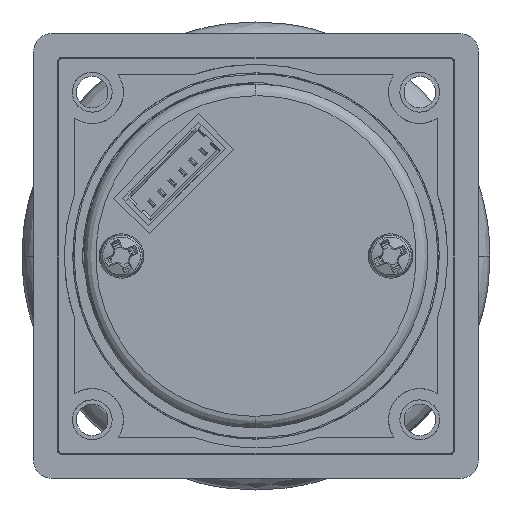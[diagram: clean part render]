
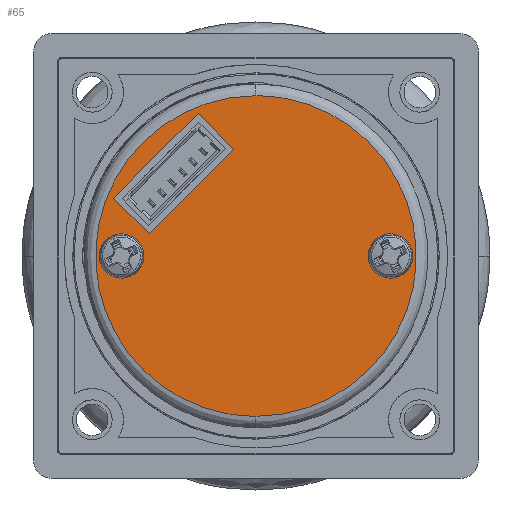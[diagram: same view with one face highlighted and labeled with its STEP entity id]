
A CAD part, front view. The second image highlights one B-rep face of the part: STEP entity #65.
In plain terms, the highlighted free-form (B-spline) face has degree [1, 1] with [2, 2] control points.
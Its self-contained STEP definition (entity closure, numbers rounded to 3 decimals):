
#24 = VERTEX_POINT('',#25);
#25 = CARTESIAN_POINT('',(-16.817,0.,-1.462));
#30 = EDGE_CURVE('',#31,#24,#33,.T.);
#31 = VERTEX_POINT('',#32);
#32 = CARTESIAN_POINT('',(-16.817,0.,1.462));
#33 = ( BOUNDED_CURVE() B_SPLINE_CURVE(2,(#34,#35,#36,#37,#38),
.UNSPECIFIED.,.F.,.F.) B_SPLINE_CURVE_WITH_KNOTS((3,2,3),(3.142,
4.712,6.283),.PIECEWISE_BEZIER_KNOTS.) CURVE() 
GEOMETRIC_REPRESENTATION_ITEM() RATIONAL_B_SPLINE_CURVE((1.,
0.707,1.,0.707,1.)) REPRESENTATION_ITEM('') );
#34 = CARTESIAN_POINT('',(-16.817,0.,1.462));
#35 = CARTESIAN_POINT('',(-18.28,0.,1.462));
#36 = CARTESIAN_POINT('',(-18.28,0.,0.));
#37 = CARTESIAN_POINT('',(-18.28,0.,-1.462));
#38 = CARTESIAN_POINT('',(-16.817,0.,-1.462));
#65 = ADVANCED_FACE('',(#66,#77,#99,#129),#151,.F.);
#66 = FACE_BOUND('',#67,.T.);
#67 = EDGE_LOOP('',(#68,#76));
#68 = ORIENTED_EDGE('',*,*,#69,.F.);
#69 = EDGE_CURVE('',#24,#31,#70,.T.);
#70 = ( BOUNDED_CURVE() B_SPLINE_CURVE(2,(#71,#72,#73,#74,#75),
.UNSPECIFIED.,.F.,.F.) B_SPLINE_CURVE_WITH_KNOTS((3,2,3),(0.,
1.571,3.142),.PIECEWISE_BEZIER_KNOTS.) CURVE() 
GEOMETRIC_REPRESENTATION_ITEM() RATIONAL_B_SPLINE_CURVE((1.,
0.707,1.,0.707,1.)) REPRESENTATION_ITEM('') );
#71 = CARTESIAN_POINT('',(-16.817,0.,-1.462));
#72 = CARTESIAN_POINT('',(-15.355,0.,-1.462));
#73 = CARTESIAN_POINT('',(-15.355,0.,0.));
#74 = CARTESIAN_POINT('',(-15.355,0.,1.462));
#75 = CARTESIAN_POINT('',(-16.817,0.,1.462));
#76 = ORIENTED_EDGE('',*,*,#30,.F.);
#77 = FACE_BOUND('',#78,.T.);
#78 = EDGE_LOOP('',(#79,#91));
#79 = ORIENTED_EDGE('',*,*,#80,.F.);
#80 = EDGE_CURVE('',#81,#83,#85,.T.);
#81 = VERTEX_POINT('',#82);
#82 = CARTESIAN_POINT('',(16.817,0.,-1.462));
#83 = VERTEX_POINT('',#84);
#84 = CARTESIAN_POINT('',(16.817,0.,1.462));
#85 = ( BOUNDED_CURVE() B_SPLINE_CURVE(2,(#86,#87,#88,#89,#90),
.UNSPECIFIED.,.F.,.F.) B_SPLINE_CURVE_WITH_KNOTS((3,2,3),(0.,
1.571,3.142),.PIECEWISE_BEZIER_KNOTS.) CURVE() 
GEOMETRIC_REPRESENTATION_ITEM() RATIONAL_B_SPLINE_CURVE((1.,
0.707,1.,0.707,1.)) REPRESENTATION_ITEM('') );
#86 = CARTESIAN_POINT('',(16.817,0.,-1.462));
#87 = CARTESIAN_POINT('',(18.28,0.,-1.462));
#88 = CARTESIAN_POINT('',(18.28,0.,0.));
#89 = CARTESIAN_POINT('',(18.28,0.,1.462));
#90 = CARTESIAN_POINT('',(16.817,0.,1.462));
#91 = ORIENTED_EDGE('',*,*,#92,.F.);
#92 = EDGE_CURVE('',#83,#81,#93,.T.);
#93 = ( BOUNDED_CURVE() B_SPLINE_CURVE(2,(#94,#95,#96,#97,#98),
.UNSPECIFIED.,.F.,.F.) B_SPLINE_CURVE_WITH_KNOTS((3,2,3),(3.142,
4.712,6.283),.PIECEWISE_BEZIER_KNOTS.) CURVE() 
GEOMETRIC_REPRESENTATION_ITEM() RATIONAL_B_SPLINE_CURVE((1.,
0.707,1.,0.707,1.)) REPRESENTATION_ITEM('') );
#94 = CARTESIAN_POINT('',(16.817,0.,1.462));
#95 = CARTESIAN_POINT('',(15.355,0.,1.462));
#96 = CARTESIAN_POINT('',(15.355,0.,0.));
#97 = CARTESIAN_POINT('',(15.355,0.,-1.462));
#98 = CARTESIAN_POINT('',(16.817,0.,-1.462));
#99 = FACE_BOUND('',#100,.T.);
#100 = EDGE_LOOP('',(#101,#110,#117,#124));
#101 = ORIENTED_EDGE('',*,*,#102,.F.);
#102 = EDGE_CURVE('',#103,#105,#107,.T.);
#103 = VERTEX_POINT('',#104);
#104 = CARTESIAN_POINT('',(-7.238,0.,17.786));
#105 = VERTEX_POINT('',#106);
#106 = CARTESIAN_POINT('',(-17.786,0.,7.238));
#107 = B_SPLINE_CURVE_WITH_KNOTS('',1,(#108,#109),.UNSPECIFIED.,.F.,.F.,
  (2,2),(0.,10.2),.PIECEWISE_BEZIER_KNOTS.);
#108 = CARTESIAN_POINT('',(-7.238,0.,17.786));
#109 = CARTESIAN_POINT('',(-17.786,0.,7.238));
#110 = ORIENTED_EDGE('',*,*,#111,.F.);
#111 = EDGE_CURVE('',#112,#103,#114,.T.);
#112 = VERTEX_POINT('',#113);
#113 = CARTESIAN_POINT('',(-2.792,0.,13.339));
#114 = B_SPLINE_CURVE_WITH_KNOTS('',1,(#115,#116),.UNSPECIFIED.,.F.,.F.,
  (2,2),(-4.3,0.),.PIECEWISE_BEZIER_KNOTS.);
#115 = CARTESIAN_POINT('',(-2.792,0.,13.339));
#116 = CARTESIAN_POINT('',(-7.238,0.,17.786));
#117 = ORIENTED_EDGE('',*,*,#118,.F.);
#118 = EDGE_CURVE('',#119,#112,#121,.T.);
#119 = VERTEX_POINT('',#120);
#120 = CARTESIAN_POINT('',(-13.339,0.,2.792));
#121 = B_SPLINE_CURVE_WITH_KNOTS('',1,(#122,#123),.UNSPECIFIED.,.F.,.F.,
  (2,2),(-10.2,0.),.PIECEWISE_BEZIER_KNOTS.);
#122 = CARTESIAN_POINT('',(-13.339,0.,2.792));
#123 = CARTESIAN_POINT('',(-2.792,0.,13.339));
#124 = ORIENTED_EDGE('',*,*,#125,.F.);
#125 = EDGE_CURVE('',#105,#119,#126,.T.);
#126 = B_SPLINE_CURVE_WITH_KNOTS('',1,(#127,#128),.UNSPECIFIED.,.F.,.F.,
  (2,2),(0.,4.3),.PIECEWISE_BEZIER_KNOTS.);
#127 = CARTESIAN_POINT('',(-17.786,0.,7.238));
#128 = CARTESIAN_POINT('',(-13.339,0.,2.792));
#129 = FACE_BOUND('',#130,.T.);
#130 = EDGE_LOOP('',(#131,#143));
#131 = ORIENTED_EDGE('',*,*,#132,.T.);
#132 = EDGE_CURVE('',#133,#135,#137,.T.);
#133 = VERTEX_POINT('',#134);
#134 = CARTESIAN_POINT('',(0.,0.,20.034));
#135 = VERTEX_POINT('',#136);
#136 = CARTESIAN_POINT('',(0.,0.,-20.034));
#137 = ( BOUNDED_CURVE() B_SPLINE_CURVE(2,(#138,#139,#140,#141,#142),
.UNSPECIFIED.,.F.,.F.) B_SPLINE_CURVE_WITH_KNOTS((3,2,3),(0.,
1.571,3.142),.PIECEWISE_BEZIER_KNOTS.) CURVE() 
GEOMETRIC_REPRESENTATION_ITEM() RATIONAL_B_SPLINE_CURVE((1.,
0.707,1.,0.707,1.)) REPRESENTATION_ITEM('') );
#138 = CARTESIAN_POINT('',(0.,0.,20.034));
#139 = CARTESIAN_POINT('',(-20.034,0.,20.034));
#140 = CARTESIAN_POINT('',(-20.034,0.,0.));
#141 = CARTESIAN_POINT('',(-20.034,0.,-20.034));
#142 = CARTESIAN_POINT('',(0.,0.,-20.034));
#143 = ORIENTED_EDGE('',*,*,#144,.T.);
#144 = EDGE_CURVE('',#135,#133,#145,.T.);
#145 = ( BOUNDED_CURVE() B_SPLINE_CURVE(2,(#146,#147,#148,#149,#150),
.UNSPECIFIED.,.F.,.F.) B_SPLINE_CURVE_WITH_KNOTS((3,2,3),(3.142,
4.712,6.283),.PIECEWISE_BEZIER_KNOTS.) CURVE() 
GEOMETRIC_REPRESENTATION_ITEM() RATIONAL_B_SPLINE_CURVE((1.,
0.707,1.,0.707,1.)) REPRESENTATION_ITEM('') );
#146 = CARTESIAN_POINT('',(0.,0.,-20.034));
#147 = CARTESIAN_POINT('',(20.034,0.,-20.034));
#148 = CARTESIAN_POINT('',(20.034,0.,0.));
#149 = CARTESIAN_POINT('',(20.034,0.,20.034));
#150 = CARTESIAN_POINT('',(0.,0.,20.034));
#151 = B_SPLINE_SURFACE_WITH_KNOTS('',1,1,(
    (#152,#153)
    ,(#154,#155
    )),.UNSPECIFIED.,.F.,.F.,.F.,(2,2),(2,2),(-13.7,13.7),(-13.7,13.7),
  .PIECEWISE_BEZIER_KNOTS.);
#152 = CARTESIAN_POINT('',(-20.034,0.,-20.034));
#153 = CARTESIAN_POINT('',(20.034,0.,-20.034));
#154 = CARTESIAN_POINT('',(-20.034,0.,20.034));
#155 = CARTESIAN_POINT('',(20.034,0.,20.034));
